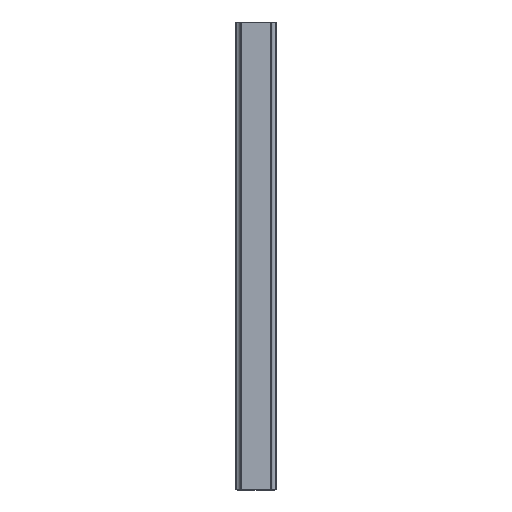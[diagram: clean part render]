
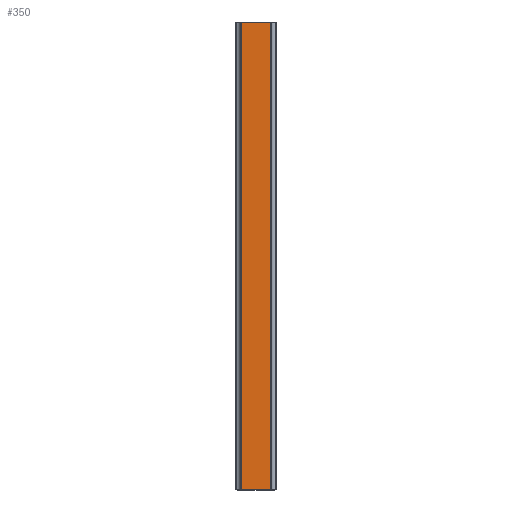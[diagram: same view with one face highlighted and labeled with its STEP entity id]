
A CAD part, top view. The second image highlights one B-rep face of the part: STEP entity #350.
In plain terms, the highlighted planar face has unit normal (0, 0, 1).
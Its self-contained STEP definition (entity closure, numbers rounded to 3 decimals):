
#350=ADVANCED_FACE('',(#719),#720,.T.);
#719=FACE_OUTER_BOUND('',#1104,.T.);
#720=PLANE('',#1105);
#1104=EDGE_LOOP('',(#2154,#2155,#2156,#2157));
#1105=AXIS2_PLACEMENT_3D('',#2158,#2159,#2160);
#2154=ORIENTED_EDGE('',*,*,#2676,.T.);
#2155=ORIENTED_EDGE('',*,*,#2754,.F.);
#2156=ORIENTED_EDGE('',*,*,#2546,.F.);
#2157=ORIENTED_EDGE('',*,*,#2752,.T.);
#2158=CARTESIAN_POINT('',(0.0,230.0,17.5));
#2159=DIRECTION('',(0.0,0.0,1.0));
#2160=DIRECTION('',(-1.0,0.0,-0.0));
#2546=EDGE_CURVE('',#3121,#3123,#3124,.T.);
#2676=EDGE_CURVE('',#3338,#3336,#3339,.T.);
#2752=EDGE_CURVE('',#3121,#3338,#3433,.T.);
#2754=EDGE_CURVE('',#3123,#3336,#3435,.T.);
#3121=VERTEX_POINT('',#3941);
#3123=VERTEX_POINT('',#3944);
#3124=LINE('',#3945,#3946);
#3336=VERTEX_POINT('',#4240);
#3338=VERTEX_POINT('',#4243);
#3339=LINE('',#4244,#4245);
#3433=LINE('',#4367,#4368);
#3435=LINE('',#4370,#4371);
#3941=CARTESIAN_POINT('',(-7.231,230.0,17.5));
#3944=CARTESIAN_POINT('',(7.231,230.0,17.5));
#3945=CARTESIAN_POINT('',(-7.231,230.0,17.5));
#3946=VECTOR('',#4631,1.0);
#4240=CARTESIAN_POINT('',(7.231,0.0,17.5));
#4243=CARTESIAN_POINT('',(-7.231,0.0,17.5));
#4244=CARTESIAN_POINT('',(-7.231,0.0,17.5));
#4245=VECTOR('',#4781,1.0);
#4367=CARTESIAN_POINT('',(-7.231,230.0,17.5));
#4368=VECTOR('',#4867,1.0);
#4370=CARTESIAN_POINT('',(7.231,230.0,17.5));
#4371=VECTOR('',#4868,1.0);
#4631=DIRECTION('',(1.0,0.0,0.0));
#4781=DIRECTION('',(1.0,0.0,0.0));
#4867=DIRECTION('',(0.0,-1.0,0.0));
#4868=DIRECTION('',(0.0,-1.0,0.0));
